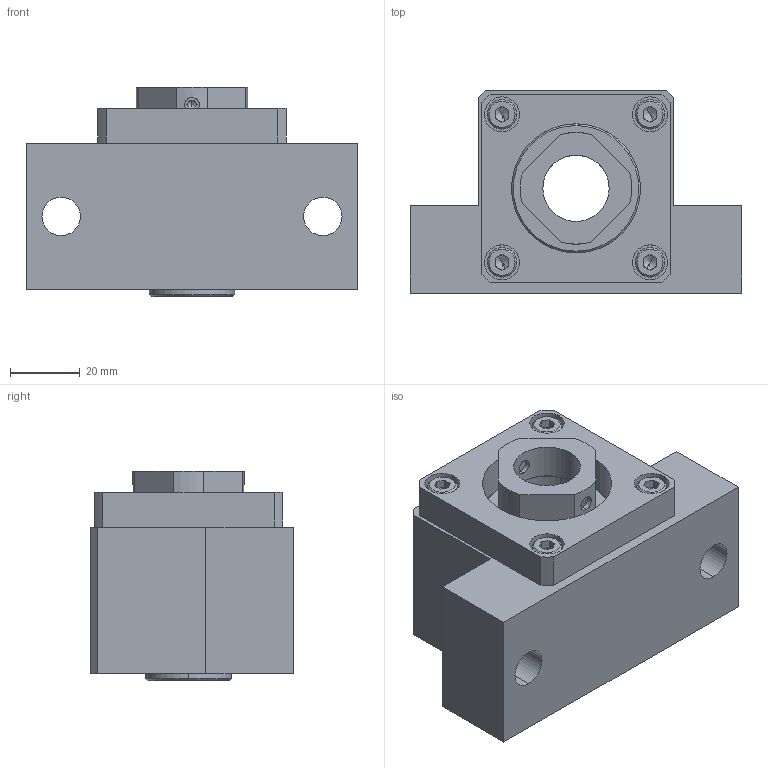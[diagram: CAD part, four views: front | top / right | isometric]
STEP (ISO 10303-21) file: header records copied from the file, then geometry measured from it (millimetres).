
FILE_DESCRIPTION (( 'STEP AP203' ), '1' );
FILE_NAME ('EK20.STEP', '2014-11-13T06:33:44', ( 'woni' ), ( '' ), 'SwSTEP 2.0', 'SolidWorks 2013', '' );
FILE_SCHEMA (( 'CONFIG_CONTROL_DESIGN' ));
Length unit declared in the file: millimetre
Products named in the file (9): EK20 OILSEAL; EK20 BLOCK; HSBOLT-M5x10L_SM20C^EK20; M20 LOCK NUT; 7204A; EK20; EK20 COVER; STSSCW-M5x0.8P-4L-endtype_F_SM20C^EK20; EK20 COLLAR
Assembly tree (15 placements, depth 2):
  EK20
    EK20 BLOCK
    7204A  x2
    EK20 COLLAR  x2
    EK20 COVER
    EK20 OILSEAL  x2
    M20 LOCK NUT
    STSSCW-M5x0.8P-4L-endtype_F_SM20C^EK20  x2
    HSBOLT-M5x10L_SM20C^EK20  x4
Bounding box: 95 x 58 x 60 mm (x, y, z)
Volume: 169588.8 mm3; surface area: 61848.3 mm2
Topology: 15 solids, 15 shells, 360 faces, 793 edges, 468 vertices
Faces by surface type: plane 131, cylinder 107, cone 94, bspline 20, torus 8
Entity records: 7423 total; most frequent: CARTESIAN_POINT 1683, DIRECTION 1045, ORIENTED_EDGE 882, EDGE_CURVE 441, AXIS2_PLACEMENT_3D 411, VERTEX_POINT 274, EDGE_LOOP 243, LINE 223
